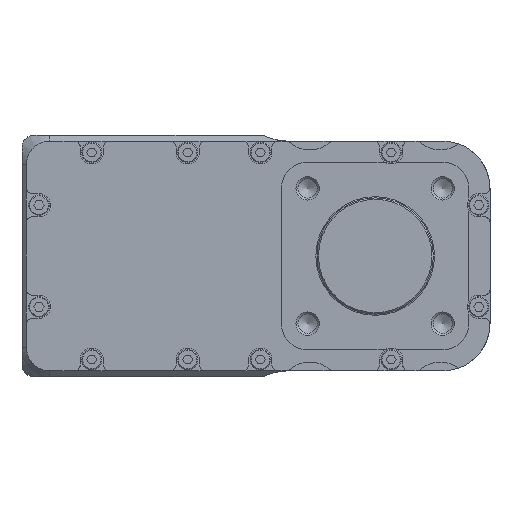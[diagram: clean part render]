
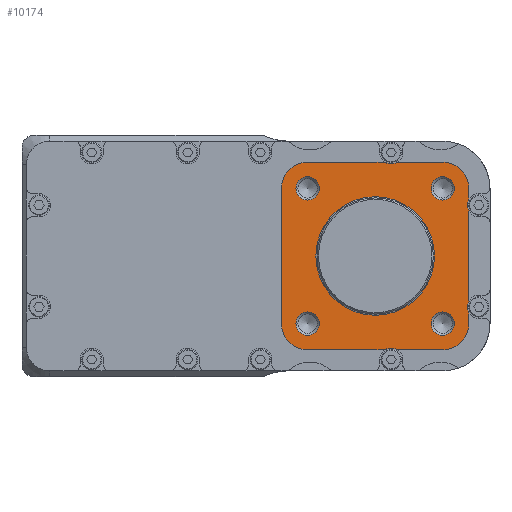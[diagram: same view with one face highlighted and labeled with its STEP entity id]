
A CAD part, left-side view. The second image highlights one B-rep face of the part: STEP entity #10174.
In plain terms, the highlighted face is planar.
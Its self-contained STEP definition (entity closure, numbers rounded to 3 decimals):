
#1058=PLANE('',#11091);
#1902=VECTOR('',#16269,1.);
#1903=VECTOR('',#16270,1.);
#1904=VECTOR('',#16273,1.);
#1905=VECTOR('',#16276,1.);
#1906=VECTOR('',#16277,1.);
#1907=VECTOR('',#16280,1.);
#1908=VECTOR('',#16281,1.);
#1909=VECTOR('',#16282,1.);
#2776=LINE('',#13727,#1902);
#2777=LINE('',#13729,#1903);
#2778=LINE('',#13733,#1904);
#2779=LINE('',#13737,#1905);
#2780=LINE('',#13738,#1906);
#2781=LINE('',#13742,#1907);
#2782=LINE('',#13743,#1908);
#2783=LINE('',#13744,#1909);
#3813=VERTEX_POINT('',#13414);
#3817=VERTEX_POINT('',#13424);
#3821=VERTEX_POINT('',#13434);
#3825=VERTEX_POINT('',#13444);
#3832=VERTEX_POINT('',#13463);
#3860=VERTEX_POINT('',#13577);
#3861=VERTEX_POINT('',#13579);
#3866=VERTEX_POINT('',#13600);
#3867=VERTEX_POINT('',#13602);
#3872=VERTEX_POINT('',#13623);
#3873=VERTEX_POINT('',#13625);
#3878=VERTEX_POINT('',#13645);
#3879=VERTEX_POINT('',#13647);
#3901=VERTEX_POINT('',#13728);
#3902=VERTEX_POINT('',#13730);
#3903=VERTEX_POINT('',#13732);
#3904=VERTEX_POINT('',#13734);
#3905=VERTEX_POINT('',#13736);
#3906=VERTEX_POINT('',#13739);
#3907=VERTEX_POINT('',#13741);
#3908=VERTEX_POINT('',#13745);
#4275=CIRCLE('',#10959,4.);
#4278=CIRCLE('',#10965,4.);
#4281=CIRCLE('',#10971,4.);
#4284=CIRCLE('',#10977,4.);
#4290=CIRCLE('',#10989,20.4);
#4308=CIRCLE('',#11036,4.);
#4312=CIRCLE('',#11045,4.);
#4316=CIRCLE('',#11054,4.);
#4319=CIRCLE('',#11062,4.);
#4331=CIRCLE('',#11092,9.);
#4332=CIRCLE('',#11093,9.);
#4333=CIRCLE('',#11094,9.);
#4334=CIRCLE('',#11095,9.);
#5378=EDGE_CURVE('',#3813,#3813,#4275,.F.);
#5381=EDGE_CURVE('',#3817,#3817,#4278,.F.);
#5384=EDGE_CURVE('',#3821,#3821,#4281,.F.);
#5387=EDGE_CURVE('',#3825,#3825,#4284,.F.);
#5393=EDGE_CURVE('',#3832,#3832,#4290,.T.);
#5451=EDGE_CURVE('',#3861,#3860,#4308,.T.);
#5463=EDGE_CURVE('',#3867,#3866,#4312,.T.);
#5475=EDGE_CURVE('',#3873,#3872,#4316,.T.);
#5486=EDGE_CURVE('',#3879,#3878,#4319,.T.);
#5527=EDGE_CURVE('',#3901,#3861,#2776,.F.);
#5528=EDGE_CURVE('',#3860,#3902,#2777,.F.);
#5529=EDGE_CURVE('',#3902,#3903,#4331,.T.);
#5530=EDGE_CURVE('',#3903,#3904,#2778,.F.);
#5531=EDGE_CURVE('',#3904,#3905,#4332,.T.);
#5532=EDGE_CURVE('',#3905,#3879,#2779,.F.);
#5533=EDGE_CURVE('',#3878,#3906,#2780,.F.);
#5534=EDGE_CURVE('',#3906,#3907,#4333,.T.);
#5535=EDGE_CURVE('',#3907,#3873,#2781,.F.);
#5536=EDGE_CURVE('',#3872,#3867,#2782,.F.);
#5537=EDGE_CURVE('',#3866,#3908,#2783,.F.);
#5538=EDGE_CURVE('',#3908,#3901,#4334,.T.);
#7806=ORIENTED_EDGE('',*,*,#5378,.F.);
#7807=ORIENTED_EDGE('',*,*,#5381,.F.);
#7808=ORIENTED_EDGE('',*,*,#5384,.F.);
#7809=ORIENTED_EDGE('',*,*,#5387,.F.);
#7810=ORIENTED_EDGE('',*,*,#5393,.F.);
#7811=ORIENTED_EDGE('',*,*,#5527,.T.);
#7812=ORIENTED_EDGE('',*,*,#5451,.T.);
#7813=ORIENTED_EDGE('',*,*,#5528,.T.);
#7814=ORIENTED_EDGE('',*,*,#5529,.T.);
#7815=ORIENTED_EDGE('',*,*,#5530,.T.);
#7816=ORIENTED_EDGE('',*,*,#5531,.T.);
#7817=ORIENTED_EDGE('',*,*,#5532,.T.);
#7818=ORIENTED_EDGE('',*,*,#5486,.T.);
#7819=ORIENTED_EDGE('',*,*,#5533,.T.);
#7820=ORIENTED_EDGE('',*,*,#5534,.T.);
#7821=ORIENTED_EDGE('',*,*,#5535,.T.);
#7822=ORIENTED_EDGE('',*,*,#5475,.T.);
#7823=ORIENTED_EDGE('',*,*,#5536,.T.);
#7824=ORIENTED_EDGE('',*,*,#5463,.T.);
#7825=ORIENTED_EDGE('',*,*,#5537,.T.);
#7826=ORIENTED_EDGE('',*,*,#5538,.T.);
#8844=EDGE_LOOP('',(#7806));
#8845=EDGE_LOOP('',(#7807));
#8846=EDGE_LOOP('',(#7808));
#8847=EDGE_LOOP('',(#7809));
#8848=EDGE_LOOP('',(#7810));
#8849=EDGE_LOOP('',(#7811,#7812,#7813,#7814,#7815,#7816,#7817,#7818,#7819,
#7820,#7821,#7822,#7823,#7824,#7825,#7826));
#9584=FACE_BOUND('',#8844,.T.);
#9585=FACE_BOUND('',#8845,.T.);
#9586=FACE_BOUND('',#8846,.T.);
#9587=FACE_BOUND('',#8847,.T.);
#9588=FACE_BOUND('',#8848,.T.);
#9589=FACE_BOUND('',#8849,.T.);
#10174=ADVANCED_FACE('',(#9584,#9585,#9586,#9587,#9588,#9589),#1058,.T.);
#10959=AXIS2_PLACEMENT_3D('',#13413,#15938,#15939);
#10965=AXIS2_PLACEMENT_3D('',#13423,#15950,#15951);
#10971=AXIS2_PLACEMENT_3D('',#13433,#15962,#15963);
#10977=AXIS2_PLACEMENT_3D('',#13443,#15974,#15975);
#10989=AXIS2_PLACEMENT_3D('',#13462,#15996,#15997);
#11036=AXIS2_PLACEMENT_3D('',#13578,#16118,#16119);
#11045=AXIS2_PLACEMENT_3D('',#13601,#16142,#16143);
#11054=AXIS2_PLACEMENT_3D('',#13624,#16166,#16167);
#11062=AXIS2_PLACEMENT_3D('',#13646,#16188,#16189);
#11091=AXIS2_PLACEMENT_3D('',#13726,#16268,$);
#11092=AXIS2_PLACEMENT_3D('',#13731,#16271,#16272);
#11093=AXIS2_PLACEMENT_3D('',#13735,#16274,#16275);
#11094=AXIS2_PLACEMENT_3D('',#13740,#16278,#16279);
#11095=AXIS2_PLACEMENT_3D('',#13746,#16283,#16284);
#13413=CARTESIAN_POINT('',(61.,-23.25,-23.25));
#13414=CARTESIAN_POINT('',(61.,-23.25,-27.25));
#13423=CARTESIAN_POINT('',(61.,23.25,-23.25));
#13424=CARTESIAN_POINT('',(61.,23.25,-27.25));
#13433=CARTESIAN_POINT('',(61.,23.25,23.25));
#13434=CARTESIAN_POINT('',(61.,23.25,19.25));
#13443=CARTESIAN_POINT('',(61.,-23.25,23.25));
#13444=CARTESIAN_POINT('',(61.,-23.25,19.25));
#13462=CARTESIAN_POINT('',(61.,0.,0.));
#13463=CARTESIAN_POINT('',(61.,0.,-20.4));
#13577=CARTESIAN_POINT('',(61.,-3.393,-32.25));
#13578=CARTESIAN_POINT('',(61.,-5.5,-35.65));
#13579=CARTESIAN_POINT('',(61.,-7.607,-32.25));
#13600=CARTESIAN_POINT('',(61.,-32.25,-19.607));
#13601=CARTESIAN_POINT('',(61.,-35.65,-17.5));
#13602=CARTESIAN_POINT('',(61.,-32.25,-15.393));
#13623=CARTESIAN_POINT('',(61.,-32.25,15.393));
#13624=CARTESIAN_POINT('',(61.,-35.65,17.5));
#13625=CARTESIAN_POINT('',(61.,-32.25,19.607));
#13645=CARTESIAN_POINT('',(61.,-7.607,32.25));
#13646=CARTESIAN_POINT('',(61.,-5.5,35.65));
#13647=CARTESIAN_POINT('',(61.,-3.393,32.25));
#13726=CARTESIAN_POINT('',(61.,23.25,23.25));
#13727=CARTESIAN_POINT('',(61.,0.,-32.25));
#13728=CARTESIAN_POINT('',(61.,-23.25,-32.25));
#13729=CARTESIAN_POINT('',(61.,0.,-32.25));
#13730=CARTESIAN_POINT('',(61.,23.25,-32.25));
#13731=CARTESIAN_POINT('',(61.,23.25,-23.25));
#13732=CARTESIAN_POINT('',(61.,32.25,-23.25));
#13733=CARTESIAN_POINT('',(61.,32.25,0.));
#13734=CARTESIAN_POINT('',(61.,32.25,23.25));
#13735=CARTESIAN_POINT('',(61.,23.25,23.25));
#13736=CARTESIAN_POINT('',(61.,23.25,32.25));
#13737=CARTESIAN_POINT('',(61.,23.25,32.25));
#13738=CARTESIAN_POINT('',(61.,23.25,32.25));
#13739=CARTESIAN_POINT('',(61.,-23.25,32.25));
#13740=CARTESIAN_POINT('',(61.,-23.25,23.25));
#13741=CARTESIAN_POINT('',(61.,-32.25,23.25));
#13742=CARTESIAN_POINT('',(61.,-32.25,23.25));
#13743=CARTESIAN_POINT('',(61.,-32.25,23.25));
#13744=CARTESIAN_POINT('',(61.,-32.25,23.25));
#13745=CARTESIAN_POINT('',(61.,-32.25,-23.25));
#13746=CARTESIAN_POINT('',(61.,-23.25,-23.25));
#15938=DIRECTION('',(-1.,0.,0.));
#15939=DIRECTION('',(0.,0.,-4.));
#15950=DIRECTION('',(-1.,0.,0.));
#15951=DIRECTION('',(0.,0.,-4.));
#15962=DIRECTION('',(-1.,0.,0.));
#15963=DIRECTION('',(0.,0.,-4.));
#15974=DIRECTION('',(-1.,0.,0.));
#15975=DIRECTION('',(0.,0.,-4.));
#15996=DIRECTION('',(1.,0.,0.));
#15997=DIRECTION('',(0.,0.,-20.4));
#16118=DIRECTION('',(-1.,0.,0.));
#16119=DIRECTION('',(0.,0.,4.));
#16142=DIRECTION('',(-1.,0.,0.));
#16143=DIRECTION('',(0.,0.,4.));
#16166=DIRECTION('',(-1.,0.,0.));
#16167=DIRECTION('',(0.,0.,4.));
#16188=DIRECTION('',(-1.,0.,0.));
#16189=DIRECTION('',(0.,0.,4.));
#16268=DIRECTION('',(1.,0.,0.));
#16269=DIRECTION('',(0.,-1.,0.));
#16270=DIRECTION('',(0.,-1.,0.));
#16271=DIRECTION('',(1.,0.,0.));
#16272=DIRECTION('',(0.,0.,9.));
#16273=DIRECTION('',(0.,0.,-1.));
#16274=DIRECTION('',(1.,0.,0.));
#16275=DIRECTION('',(0.,0.,9.));
#16276=DIRECTION('',(0.,1.,0.));
#16277=DIRECTION('',(0.,1.,0.));
#16278=DIRECTION('',(1.,0.,0.));
#16279=DIRECTION('',(0.,0.,9.));
#16280=DIRECTION('',(0.,0.,1.));
#16281=DIRECTION('',(0.,0.,1.));
#16282=DIRECTION('',(0.,0.,1.));
#16283=DIRECTION('',(1.,0.,0.));
#16284=DIRECTION('',(0.,0.,9.));
